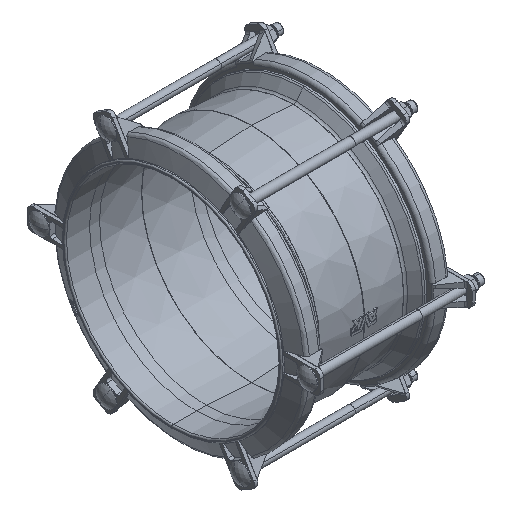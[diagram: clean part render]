
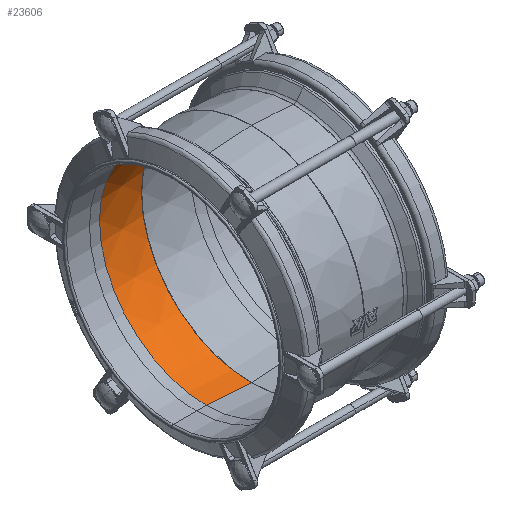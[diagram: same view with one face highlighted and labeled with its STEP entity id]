
A CAD part, isometric view. The second image highlights one B-rep face of the part: STEP entity #23606.
In plain terms, the highlighted conical face has half-angle 4 degrees and reference radius 159.066 mm.
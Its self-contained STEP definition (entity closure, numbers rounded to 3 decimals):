
#4158 = CIRCLE ( 'NONE', #11743, 159.066 ) ;
#4163 = CIRCLE ( 'NONE', #11744, 154.5 ) ;
#5577 = LINE ( 'NONE', #11944, #5587 ) ;
#5587 = VECTOR ( 'NONE', #11949, 1000. ) ;
#5595 = LINE ( 'NONE', #11950, #5599 ) ;
#5599 = VECTOR ( 'NONE', #11951, 1000. ) ;
#8219 = CARTESIAN_POINT ( 'NONE',  ( -0.209, 0., 0. ) ) ;
#8220 = DIRECTION ( 'NONE',  ( 1., 0., 0. ) ) ;
#8221 = DIRECTION ( 'NONE',  ( 0., 0., -1. ) ) ;
#8222 = CARTESIAN_POINT ( 'NONE',  ( -65.507, 0., 0. ) ) ;
#8223 = DIRECTION ( 'NONE',  ( 1., 0., 0. ) ) ;
#8224 = DIRECTION ( 'NONE',  ( 0., 0., -1. ) ) ;
#11555 = EDGE_CURVE ( 'NONE', #24404, #28195, #4158, .T. ) ;
#11556 = EDGE_CURVE ( 'NONE', #24412, #24414, #4163, .T. ) ;
#11743 = AXIS2_PLACEMENT_3D ( 'NONE', #8219, #8220, #8221 ) ;
#11744 = AXIS2_PLACEMENT_3D ( 'NONE', #8222, #8223, #8224 ) ;
#11944 = CARTESIAN_POINT ( 'NONE',  ( -0.209, 0., -159.066 ) ) ;
#11949 = DIRECTION ( 'NONE',  ( 0.998, 0., -0.07 ) ) ;
#11950 = CARTESIAN_POINT ( 'NONE',  ( -0.209, 0., 159.066 ) ) ;
#11951 = DIRECTION ( 'NONE',  ( 0.998, 0., 0.07 ) ) ;
#14521 = ORIENTED_EDGE ( 'NONE', *, *, #40582, .F. ) ;
#14522 = ORIENTED_EDGE ( 'NONE', *, *, #11556, .F. ) ;
#14523 = ORIENTED_EDGE ( 'NONE', *, *, #40575, .T. ) ;
#14524 = ORIENTED_EDGE ( 'NONE', *, *, #11555, .T. ) ;
#23606 = ADVANCED_FACE ( 'NONE', ( #32365 ), #32374, .F. ) ;
#24404 = VERTEX_POINT ( 'NONE', #34387 ) ;
#24412 = VERTEX_POINT ( 'NONE', #34391 ) ;
#24414 = VERTEX_POINT ( 'NONE', #34392 ) ;
#28195 = VERTEX_POINT ( 'NONE', #38904 ) ;
#29376 = EDGE_LOOP ( 'NONE', ( #14521, #14522, #14523, #14524 ) ) ;
#32365 = FACE_OUTER_BOUND ( 'NONE', #29376, .T. ) ;
#32374 = CONICAL_SURFACE ( 'NONE', #34740, 159.066, 0.07 ) ;
#34001 = DIRECTION ( 'NONE',  ( 0., 0., -1. ) ) ;
#34002 = DIRECTION ( 'NONE',  ( 1., 0., 0. ) ) ;
#34005 = CARTESIAN_POINT ( 'NONE',  ( -0.209, 0., 0. ) ) ;
#34387 = CARTESIAN_POINT ( 'NONE',  ( -0.209, 0., -159.066 ) ) ;
#34391 = CARTESIAN_POINT ( 'NONE',  ( -65.507, 0., -154.5 ) ) ;
#34392 = CARTESIAN_POINT ( 'NONE',  ( -65.507, 0., 154.5 ) ) ;
#34740 = AXIS2_PLACEMENT_3D ( 'NONE', #34005, #34002, #34001 ) ;
#38904 = CARTESIAN_POINT ( 'NONE',  ( -0.209, 0., 159.066 ) ) ;
#40575 = EDGE_CURVE ( 'NONE', #24412, #24404, #5577, .T. ) ;
#40582 = EDGE_CURVE ( 'NONE', #24414, #28195, #5595, .T. ) ;
